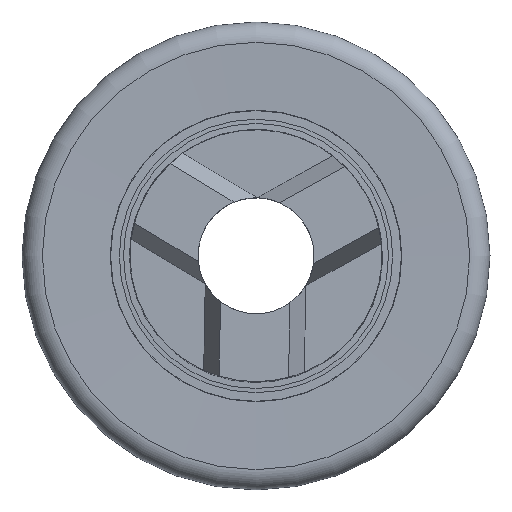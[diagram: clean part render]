
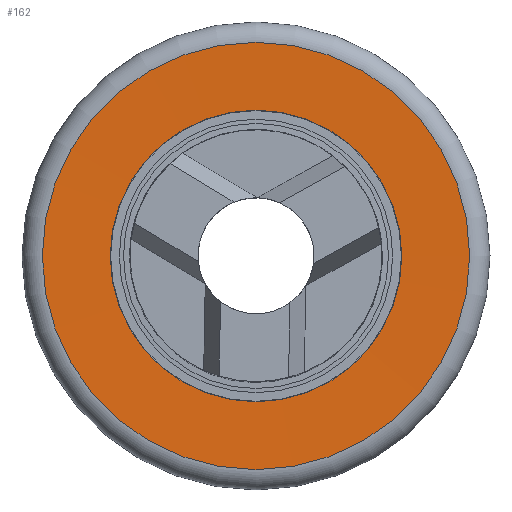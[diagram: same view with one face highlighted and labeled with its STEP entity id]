
A CAD part, top view. The second image highlights one B-rep face of the part: STEP entity #162.
In plain terms, the highlighted conical face has half-angle 89 degrees and reference radius 3.645 mm.
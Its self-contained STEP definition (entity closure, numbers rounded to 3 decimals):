
#55=CONICAL_SURFACE('',#611,3.645,89.);
#114=FACE_BOUND('',#237,.T.);
#115=FACE_BOUND('',#238,.T.);
#162=ADVANCED_FACE('',(#114,#115),#55,.F.);
#237=EDGE_LOOP('',(#375));
#238=EDGE_LOOP('',(#376));
#267=CIRCLE('',#608,3.645);
#268=CIRCLE('',#610,5.341);
#375=ORIENTED_EDGE('',*,*,#476,.F.);
#376=ORIENTED_EDGE('',*,*,#475,.T.);
#420=VERTEX_POINT('',#991);
#421=VERTEX_POINT('',#994);
#475=EDGE_CURVE('',#420,#420,#267,.T.);
#476=EDGE_CURVE('',#421,#421,#268,.T.);
#608=AXIS2_PLACEMENT_3D('',#990,#737,#738);
#610=AXIS2_PLACEMENT_3D('',#993,#741,#742);
#611=AXIS2_PLACEMENT_3D('',#995,#743,#744);
#737=DIRECTION('',(0.,0.,-1.));
#738=DIRECTION('',(-1.,0.,0.));
#741=DIRECTION('',(0.,0.,-1.));
#742=DIRECTION('',(-1.,0.,0.));
#743=DIRECTION('',(0.,0.,1.));
#744=DIRECTION('',(1.,0.,0.));
#990=CARTESIAN_POINT('',(0.,0.,-2.53));
#991=CARTESIAN_POINT('',(-3.645,0.,-2.53));
#993=CARTESIAN_POINT('',(0.,0.,-2.5));
#994=CARTESIAN_POINT('',(-5.341,0.,-2.5));
#995=CARTESIAN_POINT('',(0.,0.,-2.53));
